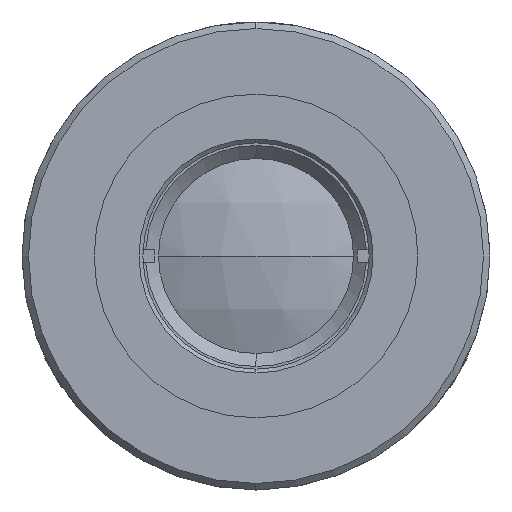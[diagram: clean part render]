
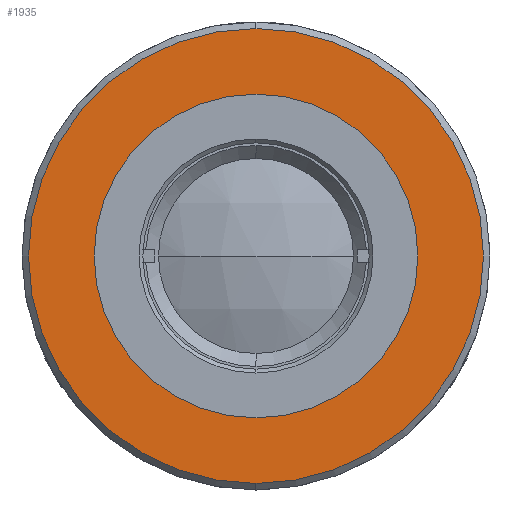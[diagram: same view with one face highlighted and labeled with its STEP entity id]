
A CAD part, left-side view. The second image highlights one B-rep face of the part: STEP entity #1935.
In plain terms, the highlighted planar face has unit normal (-1, 0, 0).
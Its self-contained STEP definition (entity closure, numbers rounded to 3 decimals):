
#25 = DIRECTION ( 'NONE',  ( 1., 0., 0. ) ) ;
#29 = ORIENTED_EDGE ( 'NONE', *, *, #260, .T. ) ;
#43 = CIRCLE ( 'NONE', #4369, 12.45 ) ;
#72 = PLANE ( 'NONE',  #4272 ) ;
#128 = EDGE_CURVE ( 'NONE', #4276, #2991, #381, .T. ) ;
#133 = CARTESIAN_POINT ( 'NONE',  ( -5.003, 0., 12.45 ) ) ;
#260 = EDGE_CURVE ( 'NONE', #2991, #4276, #2360, .T. ) ;
#351 = CARTESIAN_POINT ( 'NONE',  ( -5.003, 0., -12.45 ) ) ;
#379 = DIRECTION ( 'NONE',  ( 0., 0., -1. ) ) ;
#381 = CIRCLE ( 'NONE', #2206, 17.5 ) ;
#431 = CARTESIAN_POINT ( 'NONE',  ( -5.003, 0., 0. ) ) ;
#782 = FACE_OUTER_BOUND ( 'NONE', #3364, .T. ) ;
#807 = FACE_BOUND ( 'NONE', #2410, .T. ) ;
#831 = CARTESIAN_POINT ( 'NONE',  ( -5.003, 18., 0. ) ) ;
#845 = DIRECTION ( 'NONE',  ( 0., 0., 1. ) ) ;
#1053 = EDGE_CURVE ( 'NONE', #3842, #1280, #43, .T. ) ;
#1280 = VERTEX_POINT ( 'NONE', #351 ) ;
#1442 = EDGE_CURVE ( 'NONE', #1280, #3842, #1504, .T. ) ;
#1477 = ORIENTED_EDGE ( 'NONE', *, *, #128, .T. ) ;
#1504 = CIRCLE ( 'NONE', #4259, 12.45 ) ;
#1543 = DIRECTION ( 'NONE',  ( 0., 0., -1. ) ) ;
#1933 = CARTESIAN_POINT ( 'NONE',  ( -5.003, 0., 0. ) ) ;
#1935 = ADVANCED_FACE ( 'NONE', ( #782, #807 ), #72, .F. ) ;
#2123 = AXIS2_PLACEMENT_3D ( 'NONE', #2446, #3873, #2760 ) ;
#2206 = AXIS2_PLACEMENT_3D ( 'NONE', #4096, #2712, #379 ) ;
#2360 = CIRCLE ( 'NONE', #2123, 17.5 ) ;
#2410 = EDGE_LOOP ( 'NONE', ( #2418, #4450 ) ) ;
#2418 = ORIENTED_EDGE ( 'NONE', *, *, #1053, .F. ) ;
#2446 = CARTESIAN_POINT ( 'NONE',  ( -5.003, 0., 0. ) ) ;
#2712 = DIRECTION ( 'NONE',  ( -1., 0., 0. ) ) ;
#2735 = DIRECTION ( 'NONE',  ( -1., 0., 0. ) ) ;
#2760 = DIRECTION ( 'NONE',  ( 0., 0., -1. ) ) ;
#2991 = VERTEX_POINT ( 'NONE', #3715 ) ;
#3364 = EDGE_LOOP ( 'NONE', ( #29, #1477 ) ) ;
#3425 = DIRECTION ( 'NONE',  ( 0., 0., 1. ) ) ;
#3478 = CARTESIAN_POINT ( 'NONE',  ( -5.003, 0., 17.5 ) ) ;
#3715 = CARTESIAN_POINT ( 'NONE',  ( -5.003, 0., -17.5 ) ) ;
#3842 = VERTEX_POINT ( 'NONE', #133 ) ;
#3873 = DIRECTION ( 'NONE',  ( -1., 0., 0. ) ) ;
#4096 = CARTESIAN_POINT ( 'NONE',  ( -5.003, 0., 0. ) ) ;
#4186 = DIRECTION ( 'NONE',  ( -1., 0., 0. ) ) ;
#4259 = AXIS2_PLACEMENT_3D ( 'NONE', #1933, #4186, #3425 ) ;
#4272 = AXIS2_PLACEMENT_3D ( 'NONE', #831, #25, #1543 ) ;
#4276 = VERTEX_POINT ( 'NONE', #3478 ) ;
#4369 = AXIS2_PLACEMENT_3D ( 'NONE', #431, #2735, #845 ) ;
#4450 = ORIENTED_EDGE ( 'NONE', *, *, #1442, .F. ) ;
